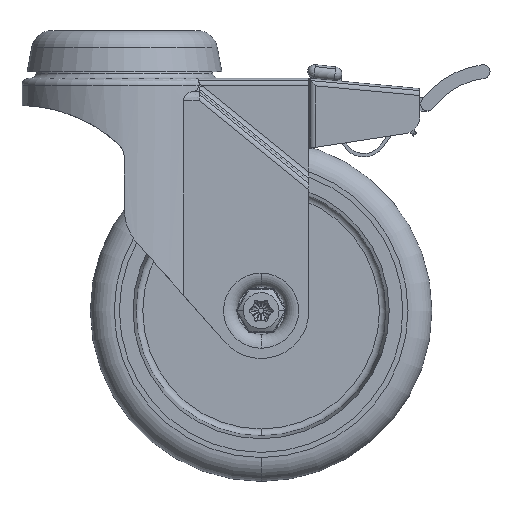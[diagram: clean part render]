
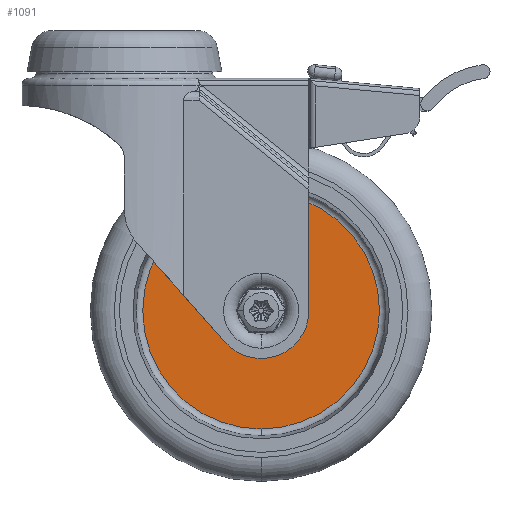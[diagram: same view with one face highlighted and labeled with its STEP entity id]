
A CAD part, front view. The second image highlights one B-rep face of the part: STEP entity #1091.
In plain terms, the highlighted planar face has unit normal (0, -1, 0).
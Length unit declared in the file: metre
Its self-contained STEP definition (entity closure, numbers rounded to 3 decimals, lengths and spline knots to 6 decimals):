
#1091=ADVANCED_FACE('0:2242',(#2240,#2241),#2242,.T.);
#2240=FACE_OUTER_BOUND('',#5465,.T.);
#2241=FACE_BOUND('',#5466,.T.);
#2242=PLANE('',#5467);
#5465=EDGE_LOOP('',(#13165,#13166));
#5466=EDGE_LOOP('',(#13167,#13168));
#5467=AXIS2_PLACEMENT_3D('',#13169,#13170,#13171);
#13165=ORIENTED_EDGE('',*,*,#15927,.F.);
#13166=ORIENTED_EDGE('',*,*,#15881,.F.);
#13167=ORIENTED_EDGE('',*,*,#15926,.T.);
#13168=ORIENTED_EDGE('',*,*,#15886,.T.);
#13169=CARTESIAN_POINT('',(0.0,-0.00275,0.023073));
#13170=DIRECTION('',(0.0,-1.0,0.));
#13171=DIRECTION('',(0.0,0.,-1.0));
#15881=EDGE_CURVE('0:2293',#18156,#18158,#18159,.T.);
#15886=EDGE_CURVE('0:2290',#18162,#18166,#18168,.T.);
#15926=EDGE_CURVE('0:2290',#18166,#18162,#18230,.T.);
#15927=EDGE_CURVE('0:2293',#18158,#18156,#18231,.T.);
#18156=VERTEX_POINT('',#22780);
#18158=VERTEX_POINT('',#22782);
#18159=CIRCLE('',#22783,0.034645);
#18162=VERTEX_POINT('',#22786);
#18166=VERTEX_POINT('',#22790);
#18168=CIRCLE('',#22792,0.0115);
#18230=CIRCLE('',#22866,0.0115);
#18231=CIRCLE('',#22867,0.034645);
#22780=CARTESIAN_POINT('',(0.,-0.00275,-0.034645));
#22782=CARTESIAN_POINT('',(0.0,-0.00275,0.034645));
#22783=AXIS2_PLACEMENT_3D('',#27929,#27930,#27931);
#22786=CARTESIAN_POINT('',(0.,-0.00275,-0.0115));
#22790=CARTESIAN_POINT('',(0.0,-0.00275,0.0115));
#22792=AXIS2_PLACEMENT_3D('',#27944,#27945,#27946);
#22866=AXIS2_PLACEMENT_3D('',#28040,#28041,#28042);
#22867=AXIS2_PLACEMENT_3D('',#28043,#28044,#28045);
#27929=CARTESIAN_POINT('',(0.0,-0.00275,0.0));
#27930=DIRECTION('',(0.0,1.0,0.0));
#27931=DIRECTION('',(0.0,0.0,1.0));
#27944=CARTESIAN_POINT('',(0.0,-0.00275,0.0));
#27945=DIRECTION('',(0.0,1.0,0.0));
#27946=DIRECTION('',(0.0,0.0,1.0));
#28040=CARTESIAN_POINT('',(0.0,-0.00275,0.0));
#28041=DIRECTION('',(0.0,1.0,0.0));
#28042=DIRECTION('',(0.0,0.0,1.0));
#28043=CARTESIAN_POINT('',(0.0,-0.00275,0.0));
#28044=DIRECTION('',(0.0,1.0,0.0));
#28045=DIRECTION('',(0.0,0.0,1.0));
